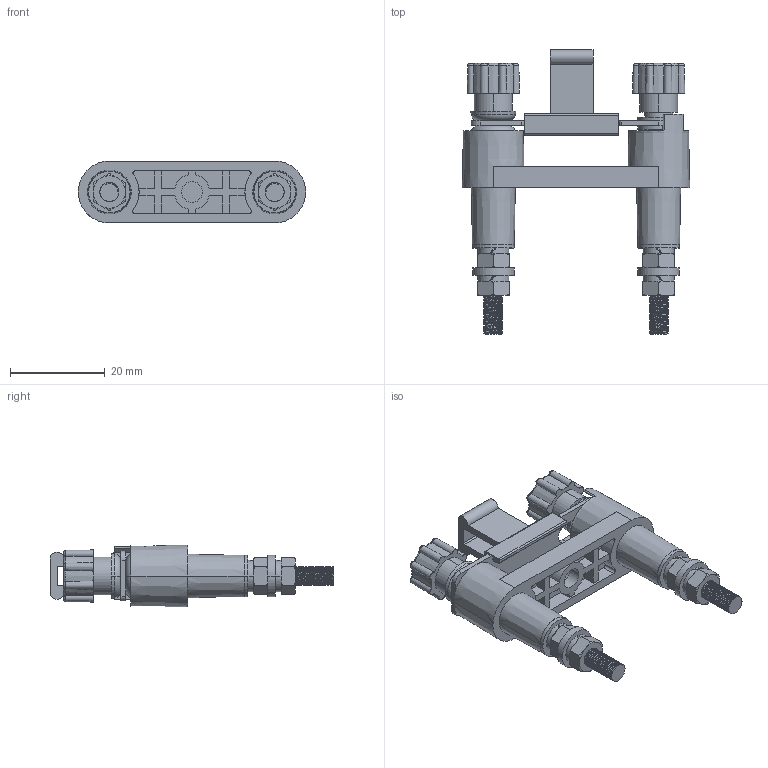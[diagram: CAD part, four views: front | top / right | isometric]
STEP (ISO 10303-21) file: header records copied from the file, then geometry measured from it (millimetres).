
FILE_DESCRIPTION((''),'2;1');
FILE_NAME('JY1-2N1','2021-09-01T',('ASUS'),(''),'PRO/ENGINEER BY PARAMETRIC TECHNOLOGY CORPORATION, 2013230','PRO/ENGINEER BY PARAMETRIC TECHNOLOGY CORPORATION, 2013230','');
FILE_SCHEMA(('CONFIG_CONTROL_DESIGN'));
Products named in the file (1): JY1-2N1
Bounding box: 48.12 x 60.1 x 13.12 mm (x, y, z)
Volume: 9788.9 mm3; surface area: 8320.3 mm2
Topology: 1 solids, 8 shells, 860 faces, 2384 edges, 1536 vertices
Faces by surface type: cylinder 375, plane 174, bspline 168, torus 82, cone 61
Entity records: 52354 total; most frequent: CARTESIAN_POINT 32556, ORIENTED_EDGE 4726, DIRECTION 3293, EDGE_CURVE 2363, VERTEX_POINT 1536, AXIS2_PLACEMENT_3D 1282, B_SPLINE_CURVE_WITH_KNOTS 1044, EDGE_LOOP 907
